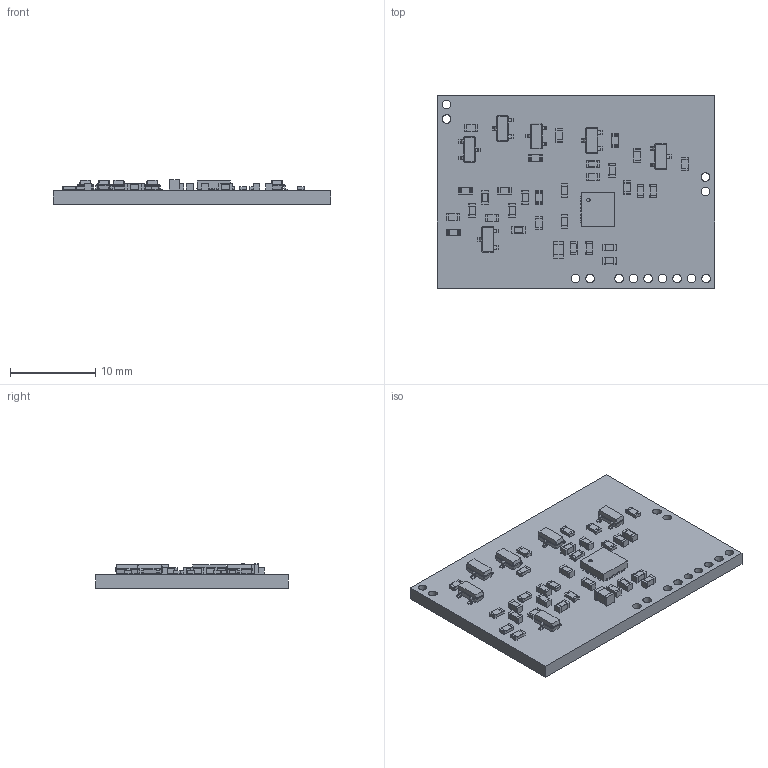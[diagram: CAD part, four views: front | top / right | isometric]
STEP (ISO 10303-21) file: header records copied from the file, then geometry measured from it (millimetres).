
FILE_DESCRIPTION(('KiCad electronic assembly'),'2;1');
FILE_NAME('frontend.step','2023-04-26T10:48:32',('Pcbnew'),('Kicad'), 'Open CASCADE STEP processor 7.6','KiCad to STEP converter','Unknown' );
FILE_SCHEMA(('AUTOMOTIVE_DESIGN { 1 0 10303 214 1 1 1 1 }'));
Length unit declared in the file: millimetre
Products named in the file (12): frontend 1; R_0603_1608Metric; SOLID; C_0603_1608Metric; QFN-32-1EP_4x4mm_P0.4mm_EP2.9x2.9mm; SOT-23; C_0805_2012Metric; frontend PCB
Assembly tree (44 placements, depth 3):
  frontend 1
    R_0603_1608Metric  x15
      SOLID
    C_0603_1608Metric  x15
      SOLID
    QFN-32-1EP_4x4mm_P0.4mm_EP2.9x2.9mm
      SOLID
    SOT-23  x6
      SOLID
    C_0805_2012Metric
      SOLID
    frontend PCB
Bounding box: 32.5 x 22.5 x 2.88 mm (x, y, z)
Volume: 1206.8 mm3; surface area: 2026.7 mm2
Topology: 39 solids, 39 shells, 1519 faces, 3909 edges, 2502 vertices
Faces by surface type: plane 959, cylinder 398, bspline 162
Full cylindrical faces by diameter (mm): 0.4 x1, 1 x13
Entity records: 28860 total; most frequent: CARTESIAN_POINT 4919, DIRECTION 3910, LINE 2831, VECTOR 2831, ORIENTED_EDGE 2098, PCURVE 2098, DEFINITIONAL_REPRESENTATION 2098, EDGE_CURVE 1049
